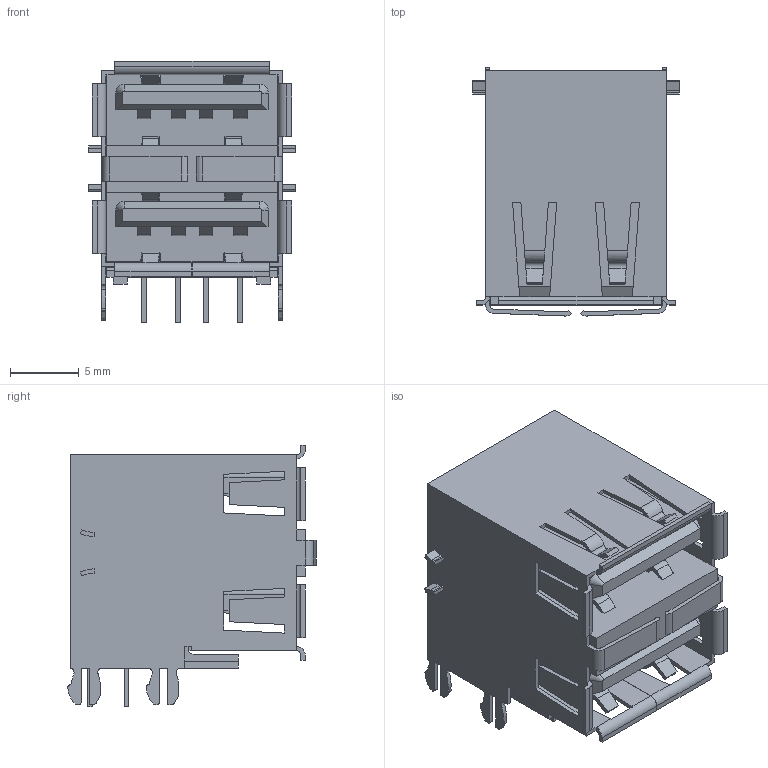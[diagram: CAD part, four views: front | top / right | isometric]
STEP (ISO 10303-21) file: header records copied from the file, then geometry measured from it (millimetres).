
FILE_DESCRIPTION((''),'2;1');
FILE_NAME('FCI_72309-8034BLF.stp','2011-03-24T08:45:55',(''),(''),'Mechanical Desktop 2011','Mechanical Desktop 2011',', , ');
FILE_SCHEMA(('AUTOMOTIVE_DESIGN { 1 2 10303 214 1 1 1 1 }'));
Length unit declared in the file: millimetre
Products named in the file (1): Product
Bounding box: 15 x 18.02 x 18.98 mm (x, y, z)
Volume: 1868.4 mm3; surface area: 3868.6 mm2
Topology: 21 solids, 21 shells, 695 faces, 1917 edges, 1256 vertices
Faces by surface type: plane 519, cylinder 164, bspline 8, cone 4
Entity records: 22917 total; most frequent: CARTESIAN_POINT 4969, ORIENTED_EDGE 3834, DIRECTION 3505, EDGE_CURVE 1917, VECTOR 1569, LINE 1569, VERTEX_POINT 1256, AXIS2_PLACEMENT_3D 968
